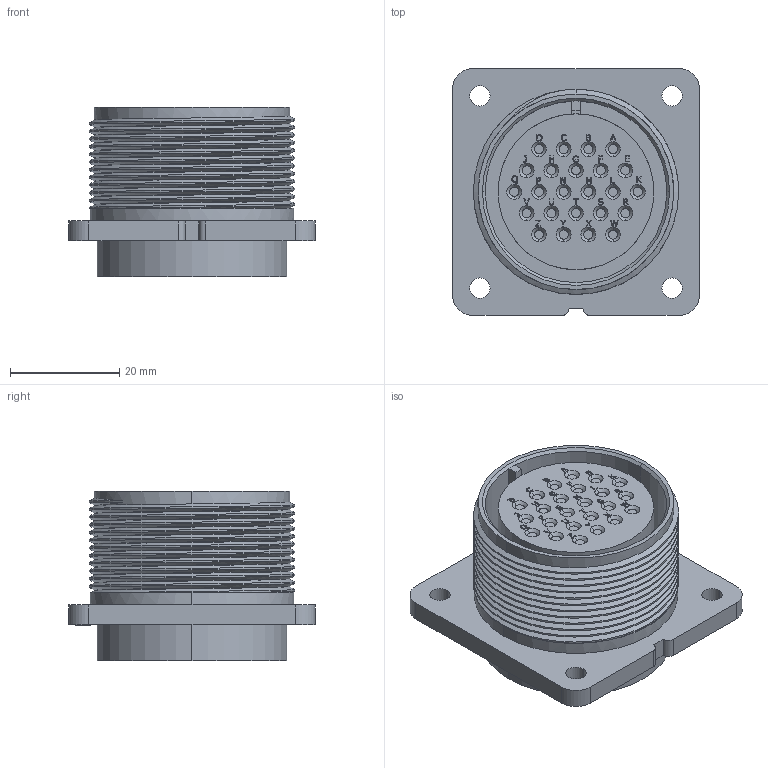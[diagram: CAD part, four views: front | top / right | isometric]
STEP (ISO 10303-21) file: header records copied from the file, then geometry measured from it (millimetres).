
FILE_DESCRIPTION (( 'STEP AP203' ), '1' );
FILE_NAME ('CXC3102A2428S.STEP', '2016-04-21T19:13:45', ( '' ), ( '' ), 'SwSTEP 2.0', 'SolidWorks 2014', '' );
FILE_SCHEMA (( 'CONFIG_CONTROL_DESIGN' ));
Length unit declared in the file: inch
Products named in the file (1): CXC3102A2428S
Bounding box: 45.21 x 45.21 x 31.06 mm (x, y, z)
Volume: 27252.1 mm3; surface area: 14177.5 mm2
Topology: 1 solids, 1 shells, 1288 faces, 3312 edges, 2158 vertices
Faces by surface type: plane 707, cylinder 266, bspline 223, cone 52, torus 40
Entity records: 48736 total; most frequent: CARTESIAN_POINT 19043, ORIENTED_EDGE 6624, DIRECTION 5227, EDGE_CURVE 3312, LINE 2247, VECTOR 2247, VERTEX_POINT 2158, AXIS2_PLACEMENT_3D 1490
